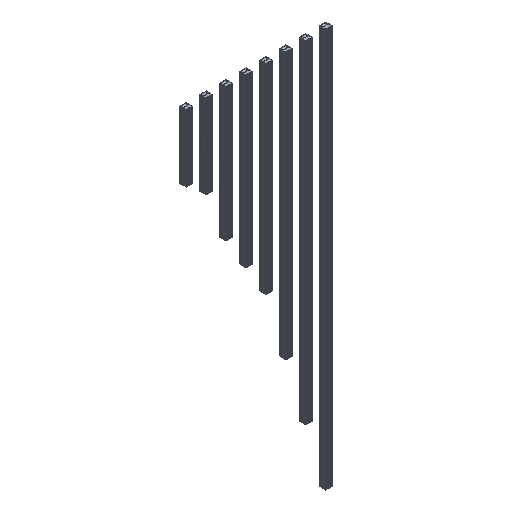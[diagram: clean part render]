
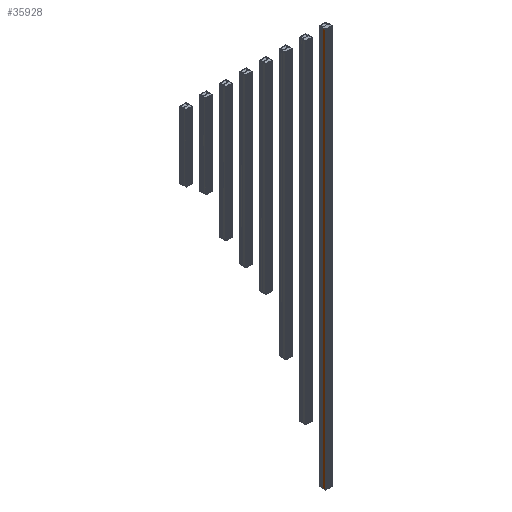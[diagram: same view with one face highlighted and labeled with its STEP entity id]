
A CAD part, isometric view. The second image highlights one B-rep face of the part: STEP entity #35928.
In plain terms, the highlighted planar face has unit normal (-1, 0, 0).
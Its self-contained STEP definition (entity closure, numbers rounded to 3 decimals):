
#403 = ORIENTED_EDGE ( 'NONE', *, *, #18736, .F. ) ;
#17998 = VECTOR ( 'NONE', #50976, 1000. ) ;
#18074 = CARTESIAN_POINT ( 'NONE',  ( -30.019, 0., 0. ) ) ;
#18736 = EDGE_CURVE ( 'NONE', #43364, #19941, #50591, .T. ) ;
#19941 = VERTEX_POINT ( 'NONE', #45214 ) ;
#21044 = LINE ( 'NONE', #57107, #32174 ) ;
#22605 = DIRECTION ( 'NONE',  ( 0., 1., 0. ) ) ;
#23771 = EDGE_CURVE ( 'NONE', #47879, #52288, #21044, .T. ) ;
#24141 = ORIENTED_EDGE ( 'NONE', *, *, #23771, .T. ) ;
#25269 = CARTESIAN_POINT ( 'NONE',  ( -30.019, -24.393, -3000. ) ) ;
#28985 = DIRECTION ( 'NONE',  ( 0., 0., 1. ) ) ;
#29380 = DIRECTION ( 'NONE',  ( 1., 0., 0. ) ) ;
#31044 = LINE ( 'NONE', #18074, #54731 ) ;
#31383 = ORIENTED_EDGE ( 'NONE', *, *, #58326, .F. ) ;
#32174 = VECTOR ( 'NONE', #28985, 1000. ) ;
#32849 = EDGE_LOOP ( 'NONE', ( #59596, #403, #31383, #24141 ) ) ;
#33688 = PLANE ( 'NONE',  #40755 ) ;
#34830 = FACE_OUTER_BOUND ( 'NONE', #32849, .T. ) ;
#35928 = ADVANCED_FACE ( 'NONE', ( #34830 ), #33688, .F. ) ;
#38464 = CARTESIAN_POINT ( 'NONE',  ( -30.019, 0., -3000. ) ) ;
#38510 = LINE ( 'NONE', #49211, #48905 ) ;
#40755 = AXIS2_PLACEMENT_3D ( 'NONE', #38464, #29380, #57082 ) ;
#41443 = CARTESIAN_POINT ( 'NONE',  ( -30.019, 24.607, -3000. ) ) ;
#43364 = VERTEX_POINT ( 'NONE', #53780 ) ;
#45214 = CARTESIAN_POINT ( 'NONE',  ( -30.019, 24.607, 0. ) ) ;
#47487 = EDGE_CURVE ( 'NONE', #52288, #19941, #31044, .T. ) ;
#47879 = VERTEX_POINT ( 'NONE', #25269 ) ;
#48905 = VECTOR ( 'NONE', #59189, 1000. ) ;
#49211 = CARTESIAN_POINT ( 'NONE',  ( -30.019, 0., -3000. ) ) ;
#50591 = LINE ( 'NONE', #41443, #17998 ) ;
#50976 = DIRECTION ( 'NONE',  ( 0., 0., 1. ) ) ;
#51781 = CARTESIAN_POINT ( 'NONE',  ( -30.019, -24.393, 0. ) ) ;
#52288 = VERTEX_POINT ( 'NONE', #51781 ) ;
#53780 = CARTESIAN_POINT ( 'NONE',  ( -30.019, 24.607, -3000. ) ) ;
#54731 = VECTOR ( 'NONE', #22605, 1000. ) ;
#57082 = DIRECTION ( 'NONE',  ( 0., 0., -1. ) ) ;
#57107 = CARTESIAN_POINT ( 'NONE',  ( -30.019, -24.393, -3000. ) ) ;
#58326 = EDGE_CURVE ( 'NONE', #47879, #43364, #38510, .T. ) ;
#59189 = DIRECTION ( 'NONE',  ( 0., 1., 0. ) ) ;
#59596 = ORIENTED_EDGE ( 'NONE', *, *, #47487, .T. ) ;
